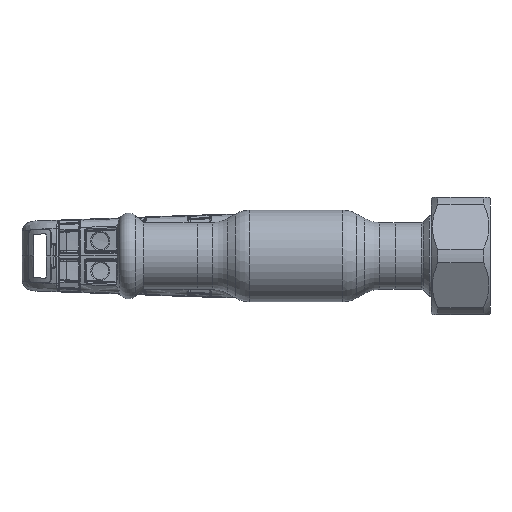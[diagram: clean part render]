
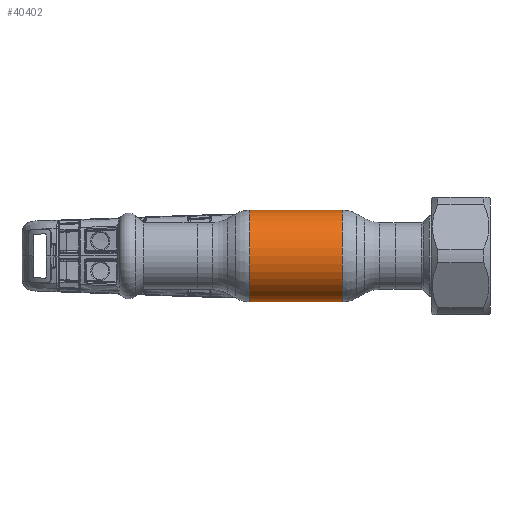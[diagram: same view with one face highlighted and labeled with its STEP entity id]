
A CAD part, front view. The second image highlights one B-rep face of the part: STEP entity #40402.
In plain terms, the highlighted cylindrical face has radius 12.5 mm (diameter 25 mm), a partial arc.
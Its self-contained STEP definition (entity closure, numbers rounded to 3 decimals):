
#3957 = LINE ( 'NONE', #27447, #12011 ) ;
#6010 = CARTESIAN_POINT ( 'NONE',  ( -12.606, 0., 12.5 ) ) ;
#9073 = CIRCLE ( 'NONE', #55076, 12.5 ) ;
#9803 = EDGE_LOOP ( 'NONE', ( #59216, #53749, #42543, #59639 ) ) ;
#10487 = FACE_OUTER_BOUND ( 'NONE', #9803, .T. ) ;
#12011 = VECTOR ( 'NONE', #53143, 1000. ) ;
#14969 = EDGE_CURVE ( 'NONE', #50058, #43910, #9073, .T. ) ;
#18152 = CARTESIAN_POINT ( 'NONE',  ( 12.606, 0., 12.5 ) ) ;
#19795 = CARTESIAN_POINT ( 'NONE',  ( 12.606, 0., 0. ) ) ;
#19962 = DIRECTION ( 'NONE',  ( -1., 0., 0. ) ) ;
#20441 = EDGE_CURVE ( 'NONE', #62678, #50058, #52140, .T. ) ;
#22130 = CARTESIAN_POINT ( 'NONE',  ( -62.69, 0., -12.5 ) ) ;
#23294 = VECTOR ( 'NONE', #53427, 1000. ) ;
#27447 = CARTESIAN_POINT ( 'NONE',  ( -62.69, 0., 12.5 ) ) ;
#27601 = CARTESIAN_POINT ( 'NONE',  ( 12.606, 0., -12.5 ) ) ;
#29264 = CARTESIAN_POINT ( 'NONE',  ( -12.606, 0., 0. ) ) ;
#29920 = CARTESIAN_POINT ( 'NONE',  ( -12.606, 0., -12.5 ) ) ;
#30968 = CARTESIAN_POINT ( 'NONE',  ( -62.69, 0., 0. ) ) ;
#33789 = CYLINDRICAL_SURFACE ( 'NONE', #46077, 12.5 ) ;
#37001 = CIRCLE ( 'NONE', #58285, 12.5 ) ;
#39921 = DIRECTION ( 'NONE',  ( 0., 0., 1. ) ) ;
#40402 = ADVANCED_FACE ( 'NONE', ( #10487 ), #33789, .T. ) ;
#42543 = ORIENTED_EDGE ( 'NONE', *, *, #48599, .T. ) ;
#43910 = VERTEX_POINT ( 'NONE', #6010 ) ;
#44633 = DIRECTION ( 'NONE',  ( -1., 0., 0. ) ) ;
#46077 = AXIS2_PLACEMENT_3D ( 'NONE', #30968, #19962, #61803 ) ;
#48599 = EDGE_CURVE ( 'NONE', #63460, #43910, #3957, .T. ) ;
#50058 = VERTEX_POINT ( 'NONE', #29920 ) ;
#52140 = LINE ( 'NONE', #22130, #23294 ) ;
#53143 = DIRECTION ( 'NONE',  ( -1., 0., 0. ) ) ;
#53208 = EDGE_CURVE ( 'NONE', #62678, #63460, #37001, .T. ) ;
#53427 = DIRECTION ( 'NONE',  ( -1., 0., 0. ) ) ;
#53749 = ORIENTED_EDGE ( 'NONE', *, *, #53208, .T. ) ;
#55076 = AXIS2_PLACEMENT_3D ( 'NONE', #29264, #44633, #65260 ) ;
#58285 = AXIS2_PLACEMENT_3D ( 'NONE', #19795, #60535, #39921 ) ;
#59216 = ORIENTED_EDGE ( 'NONE', *, *, #20441, .F. ) ;
#59639 = ORIENTED_EDGE ( 'NONE', *, *, #14969, .F. ) ;
#60535 = DIRECTION ( 'NONE',  ( -1., 0., 0. ) ) ;
#61803 = DIRECTION ( 'NONE',  ( 0., 0., 1. ) ) ;
#62678 = VERTEX_POINT ( 'NONE', #27601 ) ;
#63460 = VERTEX_POINT ( 'NONE', #18152 ) ;
#65260 = DIRECTION ( 'NONE',  ( 0., 0., 1. ) ) ;
